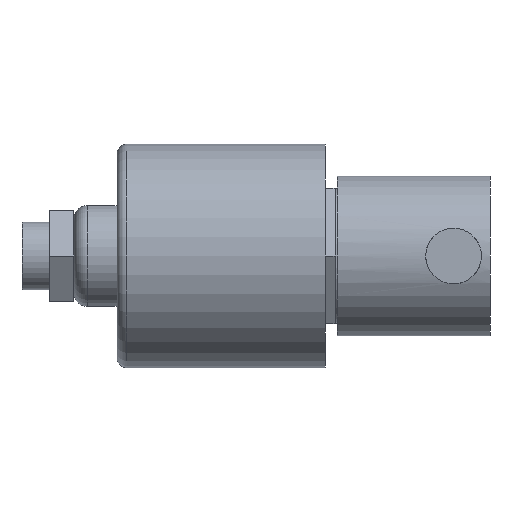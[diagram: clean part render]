
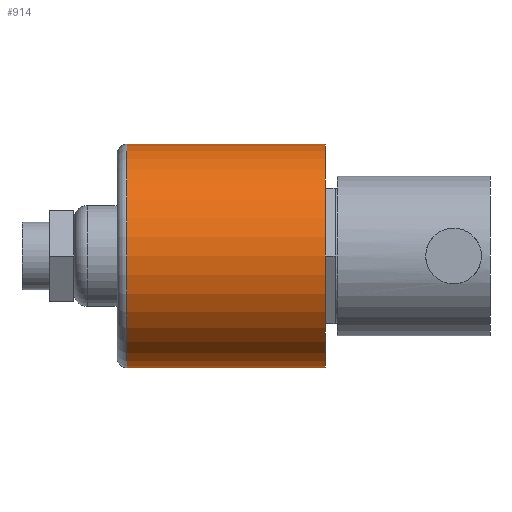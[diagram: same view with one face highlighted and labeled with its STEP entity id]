
A CAD part, left-side view. The second image highlights one B-rep face of the part: STEP entity #914.
In plain terms, the highlighted cylindrical face has radius 21 mm (diameter 42 mm), a partial arc.
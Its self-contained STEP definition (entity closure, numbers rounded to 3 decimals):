
#24 = CARTESIAN_POINT ( 'NONE',  ( 0., 9.42, 0. ) ) ;
#170 = CYLINDRICAL_SURFACE ( 'NONE', #270, 21. ) ;
#172 = VERTEX_POINT ( 'NONE', #1427 ) ;
#270 = AXIS2_PLACEMENT_3D ( 'NONE', #1626, #660, #1735 ) ;
#323 = DIRECTION ( 'NONE',  ( 0., 1., 0. ) ) ;
#344 = VECTOR ( 'NONE', #1935, 1000. ) ;
#374 = FACE_OUTER_BOUND ( 'NONE', #1393, .T. ) ;
#439 = CARTESIAN_POINT ( 'NONE',  ( 0., 46.82, 0. ) ) ;
#489 = ORIENTED_EDGE ( 'NONE', *, *, #1821, .F. ) ;
#498 = DIRECTION ( 'NONE',  ( 0., 0., 1. ) ) ;
#523 = CIRCLE ( 'NONE', #1174, 21. ) ;
#581 = CARTESIAN_POINT ( 'NONE',  ( 0., 46.82, -21. ) ) ;
#643 = CARTESIAN_POINT ( 'NONE',  ( 0., 46.82, 21. ) ) ;
#660 = DIRECTION ( 'NONE',  ( 0., -1., 0. ) ) ;
#694 = ORIENTED_EDGE ( 'NONE', *, *, #1074, .T. ) ;
#697 = CARTESIAN_POINT ( 'NONE',  ( 0., 9.42, -21. ) ) ;
#732 = DIRECTION ( 'NONE',  ( 0., 0., 1. ) ) ;
#739 = LINE ( 'NONE', #1052, #1465 ) ;
#793 = DIRECTION ( 'NONE',  ( 0., -1., 0. ) ) ;
#869 = EDGE_CURVE ( 'NONE', #1518, #1012, #996, .T. ) ;
#914 = ADVANCED_FACE ( 'NONE', ( #374 ), #170, .T. ) ;
#924 = AXIS2_PLACEMENT_3D ( 'NONE', #439, #1986, #732 ) ;
#927 = ORIENTED_EDGE ( 'NONE', *, *, #1748, .T. ) ;
#973 = CARTESIAN_POINT ( 'NONE',  ( 0., 48.62, -21. ) ) ;
#996 = LINE ( 'NONE', #973, #344 ) ;
#1012 = VERTEX_POINT ( 'NONE', #697 ) ;
#1052 = CARTESIAN_POINT ( 'NONE',  ( 0., 48.62, 21. ) ) ;
#1074 = EDGE_CURVE ( 'NONE', #1643, #1518, #1756, .T. ) ;
#1174 = AXIS2_PLACEMENT_3D ( 'NONE', #24, #323, #498 ) ;
#1301 = ORIENTED_EDGE ( 'NONE', *, *, #869, .T. ) ;
#1393 = EDGE_LOOP ( 'NONE', ( #489, #694, #1301, #927 ) ) ;
#1427 = CARTESIAN_POINT ( 'NONE',  ( 0., 9.42, 21. ) ) ;
#1465 = VECTOR ( 'NONE', #793, 1000. ) ;
#1518 = VERTEX_POINT ( 'NONE', #581 ) ;
#1626 = CARTESIAN_POINT ( 'NONE',  ( 0., 48.62, 0. ) ) ;
#1643 = VERTEX_POINT ( 'NONE', #643 ) ;
#1735 = DIRECTION ( 'NONE',  ( 0., 0., -1. ) ) ;
#1748 = EDGE_CURVE ( 'NONE', #1012, #172, #523, .T. ) ;
#1756 = CIRCLE ( 'NONE', #924, 21. ) ;
#1821 = EDGE_CURVE ( 'NONE', #1643, #172, #739, .T. ) ;
#1935 = DIRECTION ( 'NONE',  ( 0., -1., 0. ) ) ;
#1986 = DIRECTION ( 'NONE',  ( 0., -1., 0. ) ) ;
